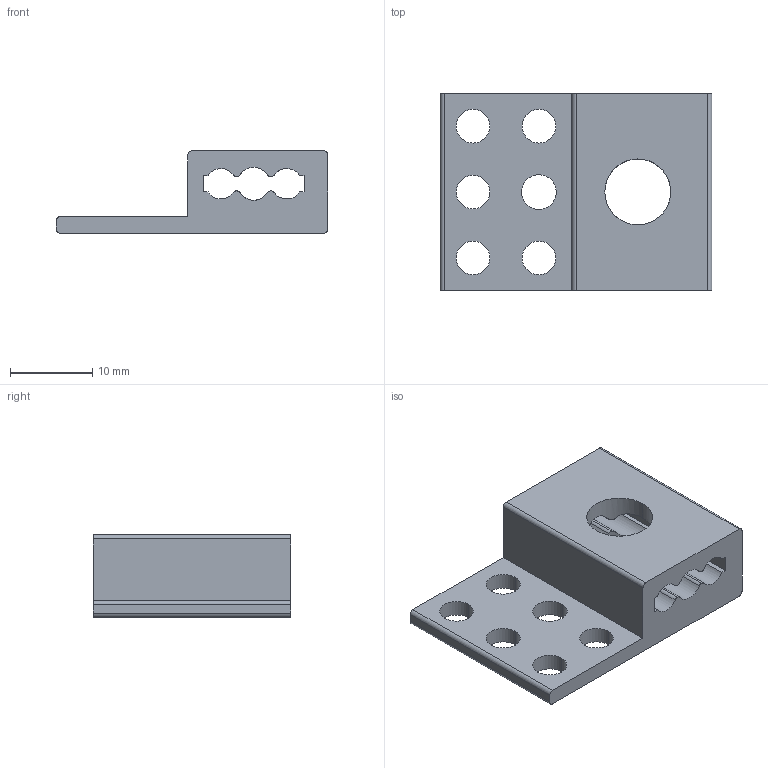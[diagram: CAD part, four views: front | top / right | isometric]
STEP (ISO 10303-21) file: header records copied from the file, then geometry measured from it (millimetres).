
FILE_DESCRIPTION (( 'STEP AP214' ), '1' );
FILE_NAME ('Bracket P3 A盓殤.step', '2016-10-28T04:09:02', ( 'dell' ), ( '' ), 'SwSTEP 2.0', 'SolidWorks 2013', '' );
FILE_SCHEMA (( 'AUTOMOTIVE_DESIGN' ));
Length unit declared in the file: millimetre
Products named in the file (1): Bracket P3 A盓殤
Bounding box: 33 x 24 x 10 mm (x, y, z)
Volume: 3454.3 mm3; surface area: 3092.8 mm2
Topology: 1 solids, 1 shells, 61 faces, 179 edges, 118 vertices
Faces by surface type: cylinder 47, plane 14
Entity records: 2317 total; most frequent: CARTESIAN_POINT 609, ORIENTED_EDGE 358, DIRECTION 345, EDGE_CURVE 179, AXIS2_PLACEMENT_3D 130, VERTEX_POINT 118, VECTOR 85, LINE 85
